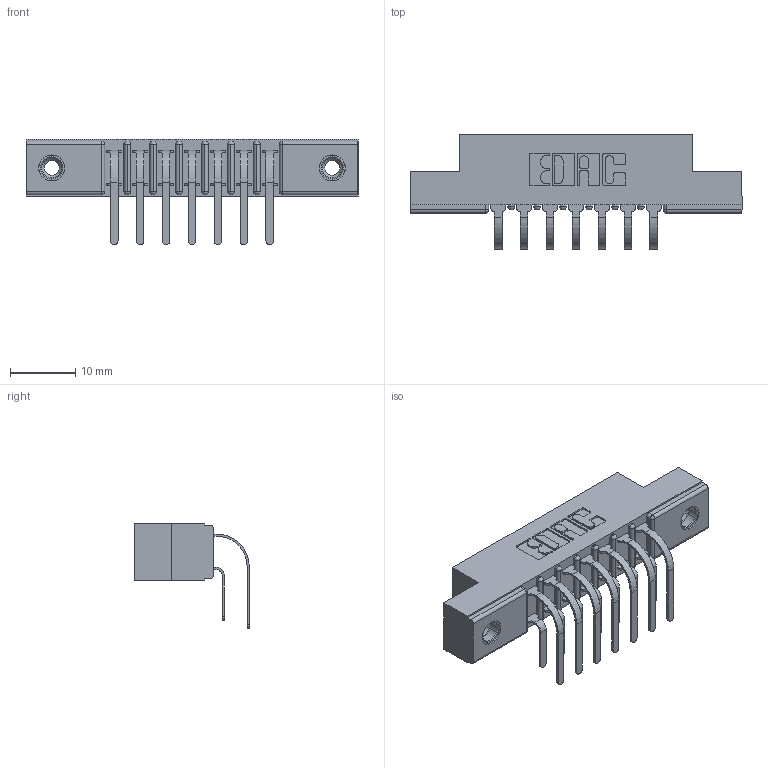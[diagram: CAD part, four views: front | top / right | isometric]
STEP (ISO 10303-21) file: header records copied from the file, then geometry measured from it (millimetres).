
FILE_DESCRIPTION (( 'STEP AP203' ), '1' );
FILE_NAME ('357-014-459-208.STEP', '2022-07-08T01:23:31', ( '' ), ( '' ), 'SwSTEP 2.0', 'SolidWorks 2020', '' );
FILE_SCHEMA (( 'CONFIG_CONTROL_DESIGN' ));
Length unit declared in the file: inch
Products named in the file (5): 307 Part_.156 Dia Mounting Holes; 357-014-459-208; 345-250-001_345-250-003-102; 307-290-001_559 - 2 (Single); 307-290-001_558 559 - 1 (Single)
Assembly tree (17 placements, depth 2):
  357-014-459-208
    307 Part_.156 Dia Mounting Holes
    307-290-001_558 559 - 1 (Single)  x7
    307-290-001_559 - 2 (Single)  x7
    345-250-001_345-250-003-102  x2
Bounding box: 50.75 x 17.51 x 16.08 mm (x, y, z)
Volume: 3367.4 mm3; surface area: 5479.9 mm2
Topology: 17 solids, 17 shells, 886 faces, 2447 edges, 1582 vertices
Faces by surface type: plane 564, cylinder 290, sphere 16, cone 12, torus 4
Entity records: 13172 total; most frequent: CARTESIAN_POINT 2152, DIRECTION 2131, ORIENTED_EDGE 2122, EDGE_CURVE 1061, LINE 797, VECTOR 797, VERTEX_POINT 688, AXIS2_PLACEMENT_3D 667
